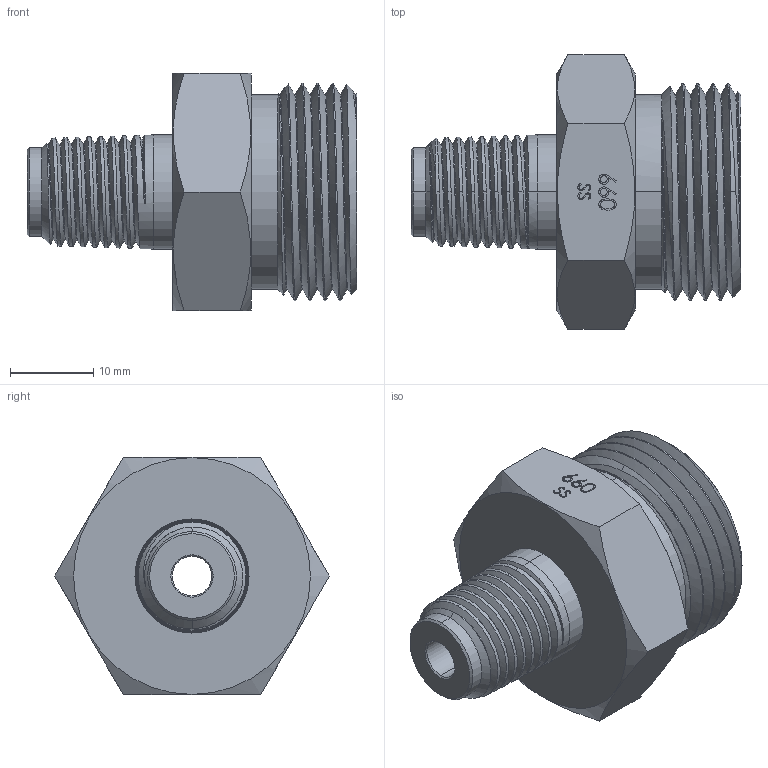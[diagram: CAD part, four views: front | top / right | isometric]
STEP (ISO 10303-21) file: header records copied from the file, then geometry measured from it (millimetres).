
FILE_DESCRIPTION (( 'STEP AP203' ), '1' );
FILE_NAME ('AD-660MSS-4MNPT.step', '2025-11-24T12:15:37', ( '' ), ( '' ), 'SwSTEP 2.0', 'SolidWorks 2018', '' );
FILE_SCHEMA (( 'CONFIG_CONTROL_DESIGN' ));
Length unit declared in the file: inch
Products named in the file (1): AD-660MSS-4MNPT
Bounding box: 39.62 x 33 x 28.57 mm (x, y, z)
Volume: 12941.8 mm3; surface area: 5530.9 mm2
Topology: 1 solids, 1 shells, 151 faces, 395 edges, 257 vertices
Faces by surface type: bspline 63, cone 41, plane 29, cylinder 18
Entity records: 15265 total; most frequent: CARTESIAN_POINT 12027, ORIENTED_EDGE 790, DIRECTION 409, EDGE_CURVE 395, VERTEX_POINT 257, B_SPLINE_CURVE_WITH_KNOTS 205, EDGE_LOOP 164, FACE_OUTER_BOUND 151
